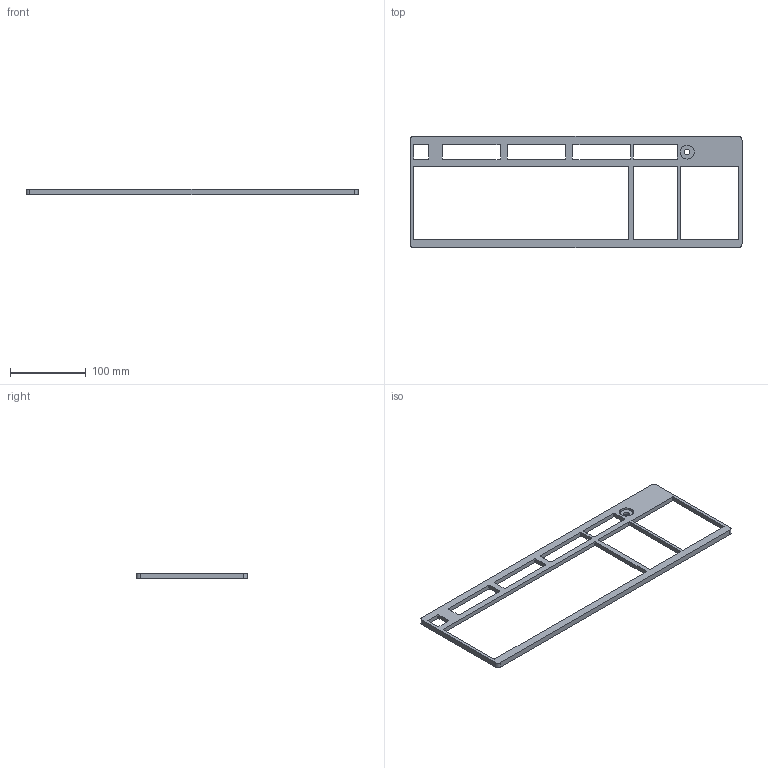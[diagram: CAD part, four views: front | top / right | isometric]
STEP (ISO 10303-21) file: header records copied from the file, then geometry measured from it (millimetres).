
FILE_DESCRIPTION(/* description */ (''),/* implementation_level */ '2;1');
FILE_NAME(/* name */ 'Top.step',/* time_stamp */ '2026-01-30T18:26:34Z',/* author */ (''),/* organization */ (''),/* preprocessor_version */ 'ST-DEVELOPER v20.1',/* originating_system */ 'Autodesk Translation Framework v14.24.0.0',/* authorisation */ '');
FILE_SCHEMA (('AUTOMOTIVE_DESIGN { 1 0 10303 214 3 1 1 }'));
Length unit declared in the file: millimetre
Products named in the file (1): 2026-01-27-17-33-11-118
Bounding box: 438.72 x 146.73 x 7.5 mm (x, y, z)
Volume: 109162.3 mm3; surface area: 62198 mm2
Topology: 1 solids, 1 shells, 214 faces, 588 edges, 384 vertices
Faces by surface type: plane 122, cylinder 92
Full cylindrical faces by diameter (mm): 4 x6, 7.5 x1, 18.5 x1
Entity records: 6873 total; most frequent: DIRECTION 1202, CARTESIAN_POINT 1187, ORIENTED_EDGE 1176, EDGE_CURVE 588, LINE 404, VECTOR 404, AXIS2_PLACEMENT_3D 399, VERTEX_POINT 384
